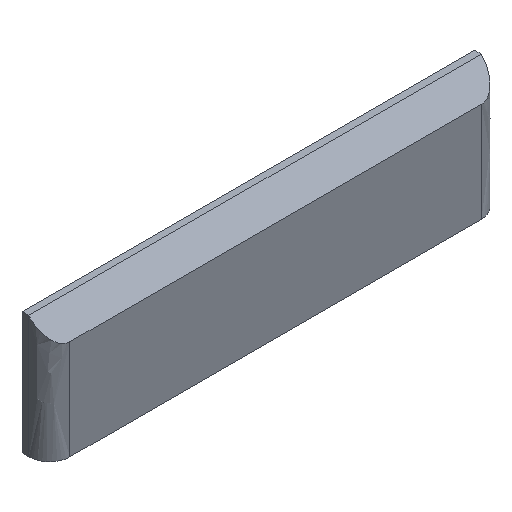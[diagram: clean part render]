
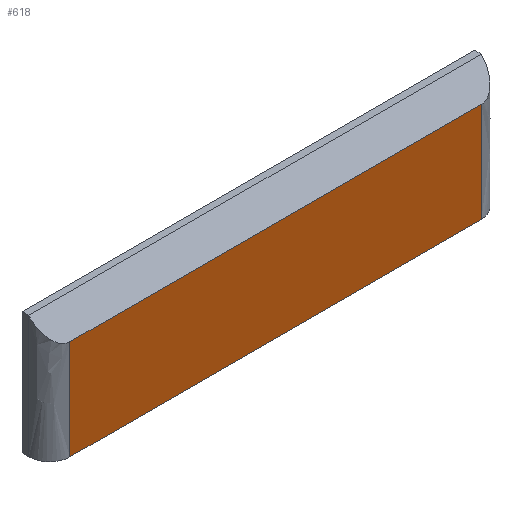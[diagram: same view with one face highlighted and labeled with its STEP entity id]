
A CAD part, isometric view. The second image highlights one B-rep face of the part: STEP entity #618.
In plain terms, the highlighted free-form (B-spline) face has degree [1, 1] with [2, 2] control points.
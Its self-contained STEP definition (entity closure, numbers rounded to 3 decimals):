
#16 = CARTESIAN_POINT ( 'NONE',  ( -333.333, 649.602, 745.185 ) ) ;
#23 = CARTESIAN_POINT ( 'NONE',  ( 333.333, 649.602, 745.185 ) ) ;
#27 = B_SPLINE_SURFACE_WITH_KNOTS ( 'NONE', 1, 1, ( 
 ( #708, #697 ),
 ( #529, #252 ) ),
 .UNSPECIFIED., .F., .F., .F.,
 ( 2, 2 ),
 ( 2, 2 ),
 ( 0., 1. ),
 ( 0., 1. ),
 .UNSPECIFIED. ) ;
#43 = EDGE_LOOP ( 'NONE', ( #304, #656, #90, #201 ) ) ;
#90 = ORIENTED_EDGE ( 'NONE', *, *, #551, .F. ) ;
#122 = CARTESIAN_POINT ( 'NONE',  ( 1000., 649.602, 745.185 ) ) ;
#139 = CARTESIAN_POINT ( 'NONE',  ( -333.333, 649.602, 260.651 ) ) ;
#175 = CARTESIAN_POINT ( 'NONE',  ( 1000., 649.602, 260.651 ) ) ;
#201 = ORIENTED_EDGE ( 'NONE', *, *, #421, .F. ) ;
#210 = VERTEX_POINT ( 'NONE', #175 ) ;
#235 = EDGE_CURVE ( 'NONE', #594, #431, #541, .T. ) ;
#252 = CARTESIAN_POINT ( 'NONE',  ( 1257.174, 649.602, 502.918 ) ) ;
#302 = FACE_OUTER_BOUND ( 'NONE', #43, .T. ) ;
#304 = ORIENTED_EDGE ( 'NONE', *, *, #235, .F. ) ;
#350 = CARTESIAN_POINT ( 'NONE',  ( -1000., 649.602, 745.185 ) ) ;
#368 = B_SPLINE_CURVE_WITH_KNOTS ( 'NONE', 1,
 ( #419, #463 ),
 .UNSPECIFIED., .F., .F.,
 ( 2, 2 ),
 ( -1., 0. ),
 .UNSPECIFIED. ) ;
#404 = CARTESIAN_POINT ( 'NONE',  ( -1000., 649.602, 745.185 ) ) ;
#415 = CARTESIAN_POINT ( 'NONE',  ( 333.333, 649.602, 260.651 ) ) ;
#419 = CARTESIAN_POINT ( 'NONE',  ( 1000., 649.602, 745.185 ) ) ;
#421 = EDGE_CURVE ( 'NONE', #431, #585, #617, .T. ) ;
#431 = VERTEX_POINT ( 'NONE', #525 ) ;
#463 = CARTESIAN_POINT ( 'NONE',  ( 1000., 649.602, 260.651 ) ) ;
#466 = CARTESIAN_POINT ( 'NONE',  ( -1000., 649.602, 260.651 ) ) ;
#507 = CARTESIAN_POINT ( 'NONE',  ( -1000., 649.602, 260.651 ) ) ;
#521 = CARTESIAN_POINT ( 'NONE',  ( 1000., 649.602, 260.651 ) ) ;
#525 = CARTESIAN_POINT ( 'NONE',  ( -1000., 649.602, 745.185 ) ) ;
#529 = CARTESIAN_POINT ( 'NONE',  ( 0., 649.602, 1760.092 ) ) ;
#541 = B_SPLINE_CURVE_WITH_KNOTS ( 'NONE', 1,
 ( #507, #404 ),
 .UNSPECIFIED., .F., .F.,
 ( 2, 2 ),
 ( -1., 0. ),
 .UNSPECIFIED. ) ;
#551 = EDGE_CURVE ( 'NONE', #585, #210, #368, .T. ) ;
#579 = CARTESIAN_POINT ( 'NONE',  ( -1000., 649.602, 260.651 ) ) ;
#585 = VERTEX_POINT ( 'NONE', #587 ) ;
#587 = CARTESIAN_POINT ( 'NONE',  ( 1000., 649.602, 745.185 ) ) ;
#591 = EDGE_CURVE ( 'NONE', #210, #594, #606, .T. ) ;
#594 = VERTEX_POINT ( 'NONE', #466 ) ;
#606 = B_SPLINE_CURVE_WITH_KNOTS ( 'NONE', 3,
 ( #521, #415, #139, #579 ),
 .UNSPECIFIED., .F., .F.,
 ( 4, 4 ),
 ( 0., 1. ),
 .UNSPECIFIED. ) ;
#617 = B_SPLINE_CURVE_WITH_KNOTS ( 'NONE', 3,
 ( #350, #16, #23, #122 ),
 .UNSPECIFIED., .F., .F.,
 ( 4, 4 ),
 ( 0., 1. ),
 .UNSPECIFIED. ) ;
#618 = ADVANCED_FACE ( 'NONE', ( #302 ), #27, .F. ) ;
#656 = ORIENTED_EDGE ( 'NONE', *, *, #591, .F. ) ;
#697 = CARTESIAN_POINT ( 'NONE',  ( 0., 649.602, -754.256 ) ) ;
#708 = CARTESIAN_POINT ( 'NONE',  ( -1257.174, 649.602, 502.918 ) ) ;
